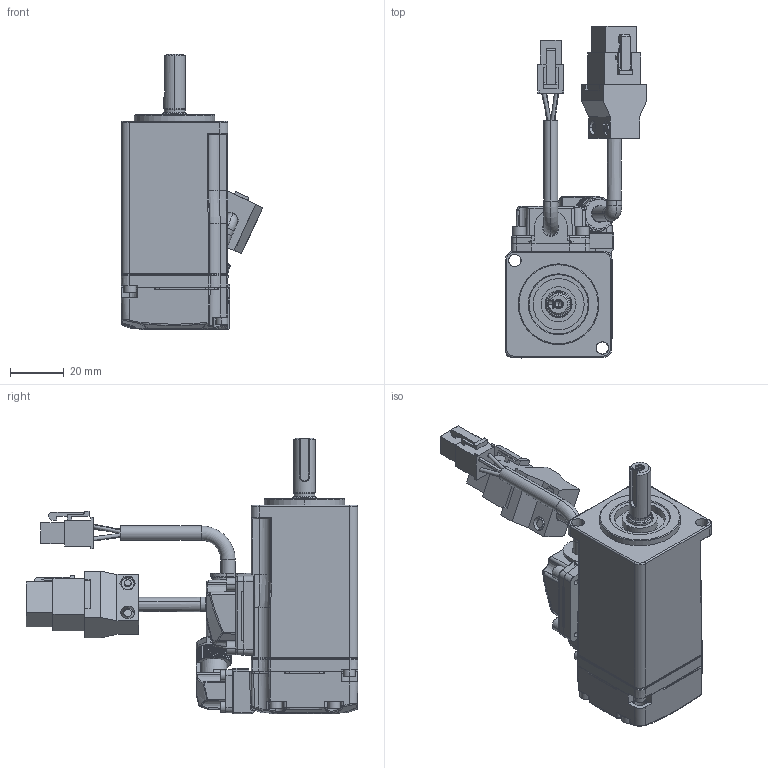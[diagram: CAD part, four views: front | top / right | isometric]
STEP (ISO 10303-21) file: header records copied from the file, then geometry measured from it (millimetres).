
FILE_DESCRIPTION(/* description */ ('Alibre Inc.'),/* implementation_level */ '2;1');
FILE_NAME(/* name */ 'export-DC05BC18-3598-4A5B-8CD8-05C3A0FFE262',/* time_stamp */ '2024-04-19T14:45:42+02:00',/* author */ (''),/* organization */ (''),/* preprocessor_version */ 'ST-DEVELOPER v17',/* originating_system */ 'Alibre',/* authorisation */ '');
FILE_SCHEMA (('AUTOMOTIVE_DESIGN'));
Length unit declared in the file: millimetre
Products named in the file (1): ECM-B3M-C20401RS-2
Bounding box: 52.71 x 123.38 x 102.6 mm (x, y, z)
Volume: 145337 mm3; surface area: 30010.4 mm2
Topology: 1 solids, 5 shells, 1289 faces, 3271 edges, 2017 vertices
Faces by surface type: plane 618, cylinder 281, cone 163, bspline 148, torus 52, sphere 27
Entity records: 47629 total; most frequent: CARTESIAN_POINT 18995, ORIENTED_EDGE 6502, DIRECTION 4858, EDGE_CURVE 3251, VERTEX_POINT 2017, AXIS2_PLACEMENT_3D 1950, VECTOR 1628, LINE 1628
